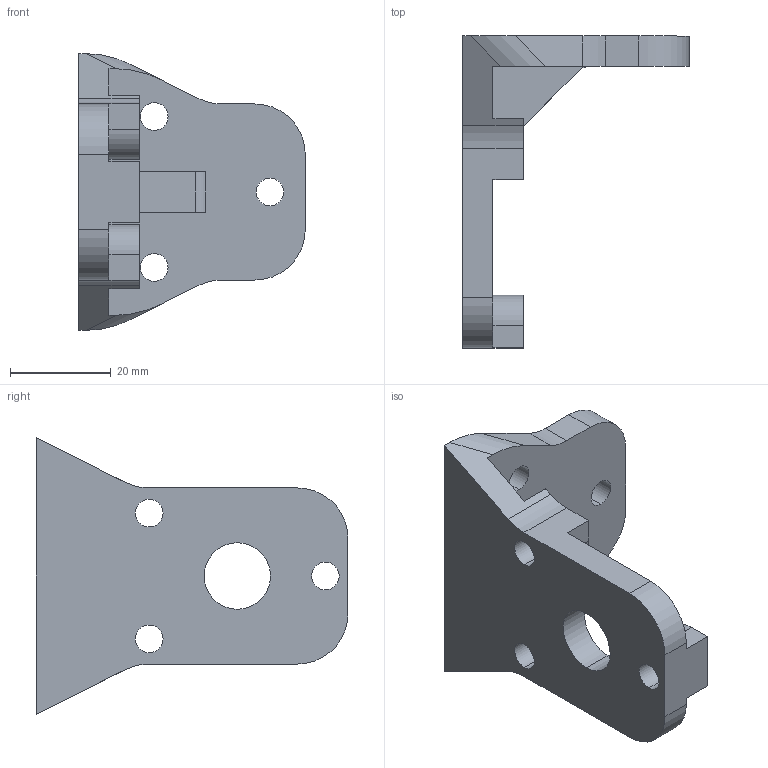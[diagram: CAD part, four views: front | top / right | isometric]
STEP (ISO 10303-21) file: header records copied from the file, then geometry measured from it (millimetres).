
FILE_DESCRIPTION (( 'STEP AP214' ), '1' );
FILE_NAME ('Pulley mount.STEP', '2023-07-28T15:11:29', ( '' ), ( '' ), 'SwSTEP 2.0', 'SolidWorks 2021', '' );
FILE_SCHEMA (( 'AUTOMOTIVE_DESIGN' ));
Length unit declared in the file: millimetre
Products named in the file (1): Pulley mount
Bounding box: 45 x 62 x 55 mm (x, y, z)
Volume: 24347.1 mm3; surface area: 10889.9 mm2
Topology: 1 solids, 1 shells, 55 faces, 159 edges, 106 vertices
Faces by surface type: cylinder 29, plane 26
Entity records: 1889 total; most frequent: CARTESIAN_POINT 333, DIRECTION 321, ORIENTED_EDGE 318, EDGE_CURVE 159, AXIS2_PLACEMENT_3D 110, VERTEX_POINT 106, VECTOR 101, LINE 101
